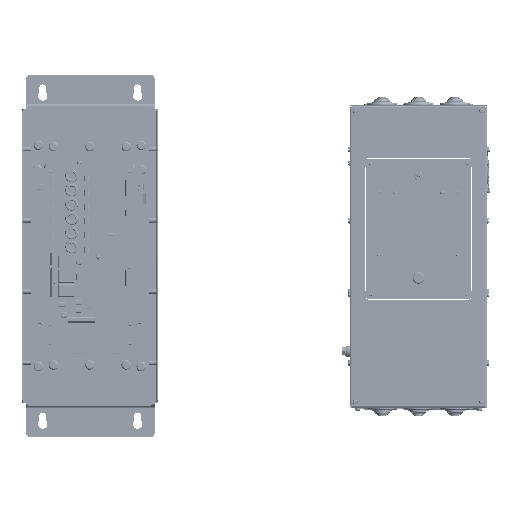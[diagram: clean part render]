
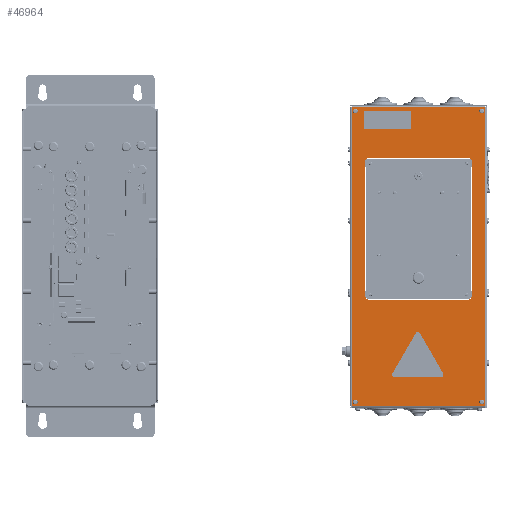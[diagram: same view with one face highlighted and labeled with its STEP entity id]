
A CAD part, top view. The second image highlights one B-rep face of the part: STEP entity #46964.
In plain terms, the highlighted planar face has unit normal (0, -0.003, 1).
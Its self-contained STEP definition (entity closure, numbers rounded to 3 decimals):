
#46964=ADVANCED_FACE('',(#119119,#119121,#119123,#119125,#119127,#119129),#119131,
.T.);
#119119=FACE_BOUND('',#119120,.T.);
#119120=EDGE_LOOP('',(#168492,#168493,#168494,#168495));
#119121=FACE_BOUND('',#119122,.T.);
#119122=EDGE_LOOP('',(#168496,#168497,#168498,#168499,#168500,#168501,#168502,#168503));
#119123=FACE_BOUND('',#119124,.T.);
#119124=EDGE_LOOP('',(#168504));
#119125=FACE_BOUND('',#119126,.T.);
#119126=EDGE_LOOP('',(#168505));
#119127=FACE_BOUND('',#119128,.T.);
#119128=EDGE_LOOP('',(#168506));
#119129=FACE_BOUND('',#119130,.T.);
#119130=EDGE_LOOP('',(#168507));
#119131=PLANE('',#119132);
#119132=AXIS2_PLACEMENT_3D('',#119133,#119134,#119135);
#119133=CARTESIAN_POINT('',(141.503,240.275,278.235));
#119134=DIRECTION('',(0.,-0.003,1.));
#119135=DIRECTION('',(1.,0.,0.));
#168492=ORIENTED_EDGE('',*,*,#228195,.T.);
#168493=ORIENTED_EDGE('',*,*,#228212,.T.);
#168494=ORIENTED_EDGE('',*,*,#228229,.T.);
#168495=ORIENTED_EDGE('',*,*,#228246,.T.);
#168496=ORIENTED_EDGE('',*,*,#227531,.T.);
#168497=ORIENTED_EDGE('',*,*,#227708,.T.);
#168498=ORIENTED_EDGE('',*,*,#227686,.T.);
#168499=ORIENTED_EDGE('',*,*,#227658,.T.);
#168500=ORIENTED_EDGE('',*,*,#227636,.T.);
#168501=ORIENTED_EDGE('',*,*,#227614,.T.);
#168502=ORIENTED_EDGE('',*,*,#227592,.T.);
#168503=ORIENTED_EDGE('',*,*,#227564,.T.);
#168504=ORIENTED_EDGE('',*,*,#227520,.T.);
#168505=ORIENTED_EDGE('',*,*,#227509,.T.);
#168506=ORIENTED_EDGE('',*,*,#227498,.T.);
#168507=ORIENTED_EDGE('',*,*,#227487,.T.);
#227487=EDGE_CURVE('',#386615,#386615,#386626,.F.);
#227498=EDGE_CURVE('',#386627,#386627,#386638,.F.);
#227509=EDGE_CURVE('',#386639,#386639,#386650,.F.);
#227520=EDGE_CURVE('',#386651,#386651,#386662,.F.);
#227531=EDGE_CURVE('',#386663,#386674,#386685,.F.);
#227564=EDGE_CURVE('',#386688,#386663,#386699,.F.);
#227592=EDGE_CURVE('',#386701,#386688,#386712,.F.);
#227614=EDGE_CURVE('',#386714,#386701,#386725,.F.);
#227636=EDGE_CURVE('',#386727,#386714,#386738,.F.);
#227658=EDGE_CURVE('',#386740,#386727,#386751,.F.);
#227686=EDGE_CURVE('',#386753,#386740,#386764,.F.);
#227708=EDGE_CURVE('',#386674,#386753,#386766,.F.);
#228195=EDGE_CURVE('',#386816,#386852,#387115,.T.);
#228212=EDGE_CURVE('',#386852,#387002,#387116,.T.);
#228229=EDGE_CURVE('',#387002,#386928,#387117,.T.);
#228246=EDGE_CURVE('',#386928,#386816,#387118,.T.);
#386615=VERTEX_POINT('',#507576);
#386626=CIRCLE('',#507577,2.5);
#386627=VERTEX_POINT('',#507581);
#386638=CIRCLE('',#507582,2.5);
#386639=VERTEX_POINT('',#507586);
#386650=CIRCLE('',#507587,2.5);
#386651=VERTEX_POINT('',#507591);
#386662=CIRCLE('',#507592,2.5);
#386663=VERTEX_POINT('',#507596);
#386674=VERTEX_POINT('',#507597);
#386685=CIRCLE('',#507598,5.);
#386688=VERTEX_POINT('',#507608);
#386699=LINE('',#507609,#507610);
#386701=VERTEX_POINT('',#507615);
#386712=CIRCLE('',#507616,5.);
#386714=VERTEX_POINT('',#507623);
#386725=LINE('',#507624,#507625);
#386727=VERTEX_POINT('',#507630);
#386738=CIRCLE('',#507631,5.);
#386740=VERTEX_POINT('',#507638);
#386751=LINE('',#507639,#507640);
#386753=VERTEX_POINT('',#507645);
#386764=CIRCLE('',#507646,5.);
#386766=LINE('',#507653,#507654);
#386816=VERTEX_POINT('',#507675);
#386852=VERTEX_POINT('',#507688);
#386928=VERTEX_POINT('',#507726);
#387002=VERTEX_POINT('',#507757);
#387115=LINE('',#507812,#507813);
#387116=LINE('',#507815,#507816);
#387117=LINE('',#507818,#507819);
#387118=LINE('',#507821,#507822);
#507576=CARTESIAN_POINT('',(311.003,233.275,278.214));
#507577=AXIS2_PLACEMENT_3D('',#507578,#507579,#507580);
#507578=CARTESIAN_POINT('',(308.503,233.275,278.214));
#507579=DIRECTION('',(0.,-0.003,1.));
#507580=DIRECTION('',(1.,0.,0.));
#507581=CARTESIAN_POINT('',(151.003,233.275,278.214));
#507582=AXIS2_PLACEMENT_3D('',#507583,#507584,#507585);
#507583=CARTESIAN_POINT('',(148.503,233.275,278.214));
#507584=DIRECTION('',(0.,-0.003,1.));
#507585=DIRECTION('',(1.,0.,0.));
#507586=CARTESIAN_POINT('',(311.003,-134.724,277.1));
#507587=AXIS2_PLACEMENT_3D('',#507588,#507589,#507590);
#507588=CARTESIAN_POINT('',(308.503,-134.724,277.1));
#507589=DIRECTION('',(0.,-0.003,1.));
#507590=DIRECTION('',(1.,0.,0.));
#507591=CARTESIAN_POINT('',(151.003,-134.724,277.1));
#507592=AXIS2_PLACEMENT_3D('',#507593,#507594,#507595);
#507593=CARTESIAN_POINT('',(148.503,-134.724,277.1));
#507594=DIRECTION('',(0.,-0.003,1.));
#507595=DIRECTION('',(1.,0.,0.));
#507596=CARTESIAN_POINT('',(296.003,-0.224,277.507));
#507597=CARTESIAN_POINT('',(291.003,-5.224,277.492));
#507598=AXIS2_PLACEMENT_3D('',#507599,#507600,#507601);
#507599=CARTESIAN_POINT('',(291.003,-0.224,277.507));
#507600=DIRECTION('',(0.,-0.003,1.));
#507601=DIRECTION('',(0.,-1.,-0.003));
#507608=CARTESIAN_POINT('',(296.003,168.775,278.019));
#507609=CARTESIAN_POINT('',(296.003,-0.224,277.507));
#507610=VECTOR('',#507611,1.);
#507611=DIRECTION('',(0.,1.,0.003));
#507615=CARTESIAN_POINT('',(291.003,173.775,278.034));
#507616=AXIS2_PLACEMENT_3D('',#507617,#507618,#507619);
#507617=CARTESIAN_POINT('',(291.003,168.775,278.019));
#507618=DIRECTION('',(0.,-0.003,1.));
#507619=DIRECTION('',(1.,0.,0.));
#507623=CARTESIAN_POINT('',(166.003,173.775,278.034));
#507624=CARTESIAN_POINT('',(291.003,173.775,278.034));
#507625=VECTOR('',#507626,1.);
#507626=DIRECTION('',(-1.,0.,0.));
#507630=CARTESIAN_POINT('',(161.003,168.775,278.019));
#507631=AXIS2_PLACEMENT_3D('',#507632,#507633,#507634);
#507632=CARTESIAN_POINT('',(166.003,168.775,278.019));
#507633=DIRECTION('',(0.,-0.003,1.));
#507634=DIRECTION('',(0.,1.,0.003));
#507638=CARTESIAN_POINT('',(161.003,-0.224,277.507));
#507639=CARTESIAN_POINT('',(161.003,168.775,278.019));
#507640=VECTOR('',#507641,1.);
#507641=DIRECTION('',(0.,-1.,-0.003));
#507645=CARTESIAN_POINT('',(166.003,-5.224,277.492));
#507646=AXIS2_PLACEMENT_3D('',#507647,#507648,#507649);
#507647=CARTESIAN_POINT('',(166.003,-0.224,277.507));
#507648=DIRECTION('',(0.,-0.003,1.));
#507649=DIRECTION('',(-1.,0.,0.));
#507653=CARTESIAN_POINT('',(166.003,-5.224,277.492));
#507654=VECTOR('',#507655,1.);
#507655=DIRECTION('',(1.,0.,0.));
#507675=CARTESIAN_POINT('',(313.203,-139.424,277.086));
#507688=CARTESIAN_POINT('',(313.203,237.975,278.228));
#507726=CARTESIAN_POINT('',(143.803,-139.424,277.086));
#507757=CARTESIAN_POINT('',(143.803,237.975,278.228));
#507812=CARTESIAN_POINT('',(313.203,-139.424,277.086));
#507813=VECTOR('',#507814,1.);
#507814=DIRECTION('',(0.,1.,0.003));
#507815=CARTESIAN_POINT('',(313.203,237.975,278.228));
#507816=VECTOR('',#507817,1.);
#507817=DIRECTION('',(-1.,0.,0.));
#507818=CARTESIAN_POINT('',(143.803,237.975,278.228));
#507819=VECTOR('',#507820,1.);
#507820=DIRECTION('',(0.,-1.,-0.003));
#507821=CARTESIAN_POINT('',(143.803,-139.424,277.086));
#507822=VECTOR('',#507823,1.);
#507823=DIRECTION('',(1.,0.,0.));
